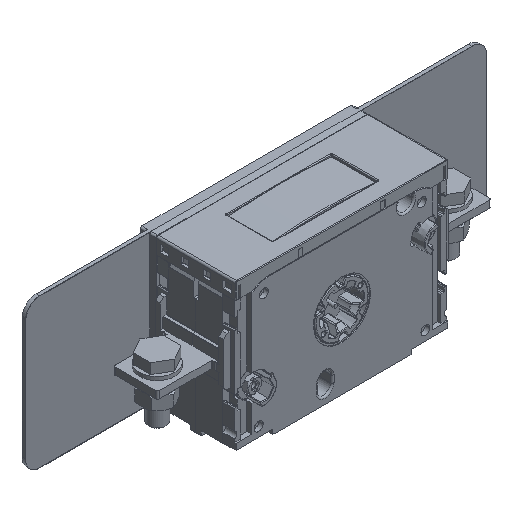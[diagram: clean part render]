
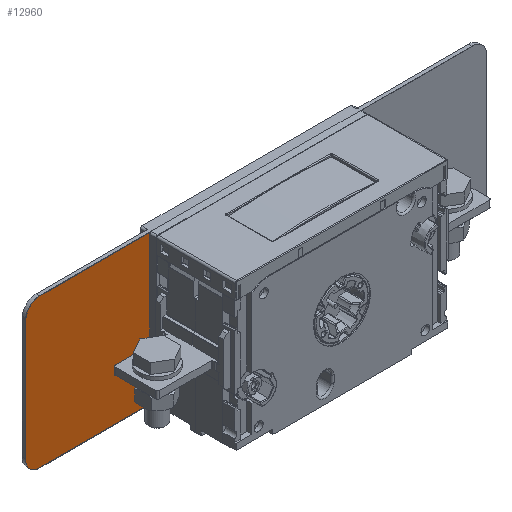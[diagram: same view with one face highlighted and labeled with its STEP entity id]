
A CAD part, isometric view. The second image highlights one B-rep face of the part: STEP entity #12960.
In plain terms, the highlighted planar face has unit normal (0, -1, 0).
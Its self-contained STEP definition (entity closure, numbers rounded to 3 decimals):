
#3319=PLANE('',#54649);
#6570=LINE('',#101119,#10025);
#6573=LINE('',#101123,#10028);
#6580=LINE('',#101135,#10035);
#6709=LINE('',#102472,#10169);
#10025=VECTOR('',#66915,1.);
#10028=VECTOR('',#66920,1.);
#10035=VECTOR('',#66929,1.);
#10169=VECTOR('',#67523,1.);
#12960=ADVANCED_FACE('',(#16080),#3319,.F.);
#16080=FACE_OUTER_BOUND('',#19185,.T.);
#19185=EDGE_LOOP('',(#34615,#34616,#34617,#34618,#34619,#34620,#34621,#34622));
#21209=ELLIPSE('',#54134,1.001,1.);
#21218=ELLIPSE('',#54147,8.01,8.);
#21220=ELLIPSE('',#54150,8.01,8.);
#21252=ELLIPSE('',#54648,1.001,1.);
#34615=ORIENTED_EDGE('',*,*,#47508,.F.);
#34616=ORIENTED_EDGE('',*,*,#46898,.T.);
#34617=ORIENTED_EDGE('',*,*,#47208,.F.);
#34618=ORIENTED_EDGE('',*,*,#47509,.T.);
#34619=ORIENTED_EDGE('',*,*,#47201,.F.);
#34620=ORIENTED_EDGE('',*,*,#46876,.T.);
#34621=ORIENTED_EDGE('',*,*,#47198,.F.);
#34622=ORIENTED_EDGE('',*,*,#46894,.T.);
#39804=VERTEX_POINT('',#100313);
#39805=VERTEX_POINT('',#100314);
#39822=VERTEX_POINT('',#100352);
#39823=VERTEX_POINT('',#100354);
#39826=VERTEX_POINT('',#100361);
#39827=VERTEX_POINT('',#100363);
#40034=VERTEX_POINT('',#101124);
#40037=VERTEX_POINT('',#101134);
#46876=EDGE_CURVE('',#39804,#39805,#21209,.T.);
#46894=EDGE_CURVE('',#39823,#39822,#21218,.T.);
#46898=EDGE_CURVE('',#39827,#39826,#21220,.T.);
#47198=EDGE_CURVE('',#39823,#39805,#6570,.T.);
#47201=EDGE_CURVE('',#39804,#40034,#6573,.T.);
#47208=EDGE_CURVE('',#40037,#39826,#6580,.T.);
#47508=EDGE_CURVE('',#39827,#39822,#6709,.T.);
#47509=EDGE_CURVE('',#40037,#40034,#21252,.T.);
#54134=AXIS2_PLACEMENT_3D('',#100312,#66226,#66227);
#54147=AXIS2_PLACEMENT_3D('',#100353,#66261,#66262);
#54150=AXIS2_PLACEMENT_3D('',#100362,#66269,#66270);
#54648=AXIS2_PLACEMENT_3D('',#102474,#67526,#67527);
#54649=AXIS2_PLACEMENT_3D('',#102475,#67528,#67529);
#66226=DIRECTION('',(0.,1.,0.));
#66227=DIRECTION('',(-0.707,0.,0.707));
#66261=DIRECTION('',(0.,-1.,0.));
#66262=DIRECTION('',(-0.707,0.,0.707));
#66269=DIRECTION('',(0.,-1.,0.));
#66270=DIRECTION('',(-0.707,0.,-0.707));
#66915=DIRECTION('',(1.,0.,0.));
#66920=DIRECTION('',(0.,0.,-1.));
#66929=DIRECTION('',(-1.,0.,0.));
#67523=DIRECTION('',(0.,0.,1.));
#67526=DIRECTION('',(0.,1.,0.));
#67527=DIRECTION('',(-0.707,0.,-0.707));
#67528=DIRECTION('',(0.,1.,0.));
#67529=DIRECTION('',(-1.,0.,0.));
#100312=CARTESIAN_POINT('',(-58.992,14.65,83.992));
#100313=CARTESIAN_POINT('',(-59.993,14.65,83.994));
#100314=CARTESIAN_POINT('',(-58.994,14.65,84.993));
#100352=CARTESIAN_POINT('',(-129.993,14.65,76.998));
#100353=CARTESIAN_POINT('',(-121.988,14.65,76.988));
#100354=CARTESIAN_POINT('',(-121.998,14.65,84.993));
#100361=CARTESIAN_POINT('',(-121.998,14.65,1.007));
#100362=CARTESIAN_POINT('',(-121.988,14.65,9.012));
#100363=CARTESIAN_POINT('',(-129.993,14.65,9.002));
#101119=CARTESIAN_POINT('',(94.5,14.65,84.993));
#101123=CARTESIAN_POINT('',(-59.993,14.65,41.5));
#101124=CARTESIAN_POINT('',(-59.993,14.65,2.006));
#101134=CARTESIAN_POINT('',(-58.994,14.65,1.007));
#101135=CARTESIAN_POINT('',(94.5,14.65,1.007));
#102472=CARTESIAN_POINT('',(-129.993,14.65,43.));
#102474=CARTESIAN_POINT('',(-58.992,14.65,2.008));
#102475=CARTESIAN_POINT('',(0.,14.65,41.5));
